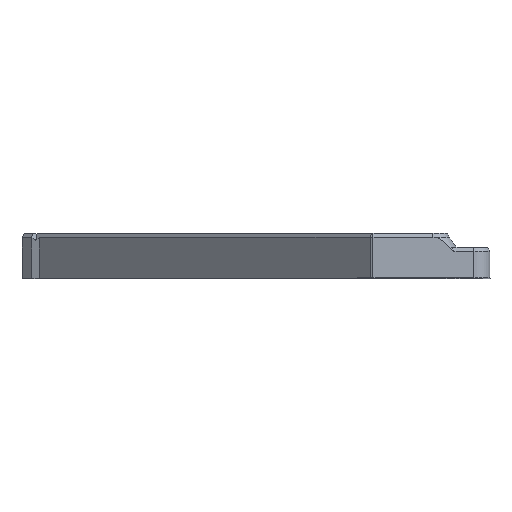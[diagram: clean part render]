
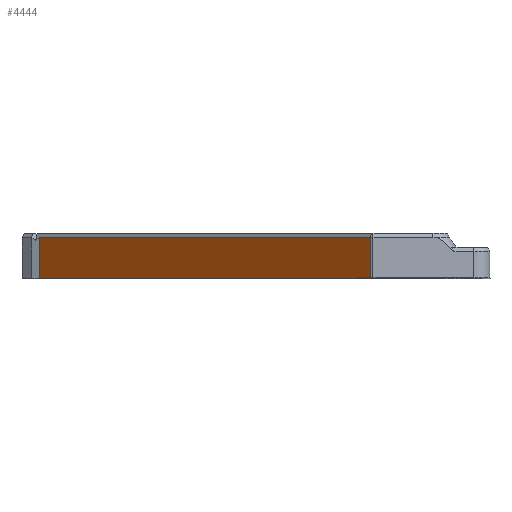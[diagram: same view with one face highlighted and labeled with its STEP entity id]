
A CAD part, top view. The second image highlights one B-rep face of the part: STEP entity #4444.
In plain terms, the highlighted planar face has unit normal (-0.707, 0, 0.707).
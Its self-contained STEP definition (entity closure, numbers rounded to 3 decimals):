
#305=FACE_OUTER_BOUND('',#605,.T.);
#605=EDGE_LOOP('',(#3553,#3554,#3555,#3556));
#1135=LINE('',#7072,#1582);
#1217=LINE('',#7310,#1664);
#1220=LINE('',#7316,#1667);
#1221=LINE('',#7317,#1668);
#1582=VECTOR('',#5580,114.734);
#1664=VECTOR('',#5804,10.);
#1667=VECTOR('',#5809,10.);
#1668=VECTOR('',#5810,114.734);
#2030=VERTEX_POINT('',#7069);
#2031=VERTEX_POINT('',#7071);
#2108=VERTEX_POINT('',#7309);
#2110=VERTEX_POINT('',#7315);
#2497=EDGE_CURVE('',#2030,#2031,#1135,.T.);
#2613=EDGE_CURVE('',#2031,#2108,#1217,.T.);
#2616=EDGE_CURVE('',#2030,#2110,#1220,.T.);
#2617=EDGE_CURVE('',#2108,#2110,#1221,.T.);
#3553=ORIENTED_EDGE('',*,*,#2613,.F.);
#3554=ORIENTED_EDGE('',*,*,#2497,.F.);
#3555=ORIENTED_EDGE('',*,*,#2616,.T.);
#3556=ORIENTED_EDGE('',*,*,#2617,.F.);
#4254=PLANE('',#4838);
#4444=ADVANCED_FACE('',(#305),#4254,.F.);
#4838=AXIS2_PLACEMENT_3D('',#7314,#5807,#5808);
#5580=DIRECTION('',(-0.707,0.,-0.707));
#5804=DIRECTION('',(0.,1.,0.));
#5807=DIRECTION('center_axis',(0.707,0.,-0.707));
#5808=DIRECTION('ref_axis',(-0.707,0.,-0.707));
#5809=DIRECTION('',(0.,1.,0.));
#5810=DIRECTION('',(0.707,0.,0.707));
#7069=CARTESIAN_POINT('',(-44.514,15.,96.907));
#7071=CARTESIAN_POINT('',(-125.644,15.,15.778));
#7072=CARTESIAN_POINT('',(-44.514,15.,96.907));
#7309=CARTESIAN_POINT('',(-125.644,25.,15.778));
#7310=CARTESIAN_POINT('',(-125.644,15.,15.778));
#7314=CARTESIAN_POINT('Origin',(-15.1,15.,126.321));
#7315=CARTESIAN_POINT('',(-44.514,25.,96.907));
#7316=CARTESIAN_POINT('',(-44.514,15.,96.907));
#7317=CARTESIAN_POINT('',(-125.644,25.,15.778));
